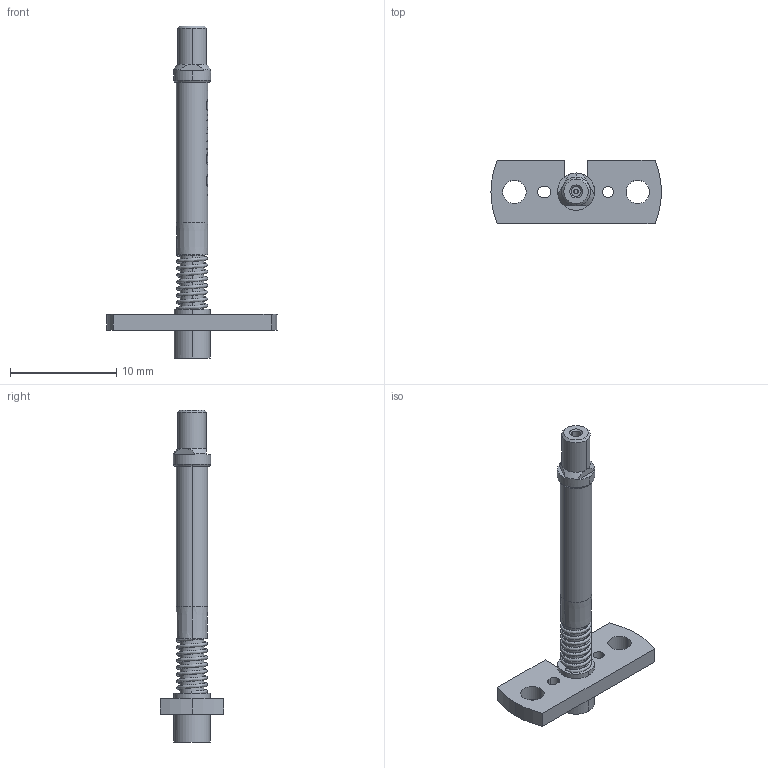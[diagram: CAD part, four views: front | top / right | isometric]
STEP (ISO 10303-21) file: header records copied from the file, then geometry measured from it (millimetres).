
FILE_DESCRIPTION (( 'STEP AP214' ), '1' );
FILE_NAME ('MOD-HF77-0001BG01-1~-a.STEP', '2019-07-19T07:17:19', ( 'first' ), ( 'Hewlett-Packard Company' ), 'SwSTEP 2.0', 'SolidWorks 2015', '' );
FILE_SCHEMA (( 'AUTOMOTIVE_DESIGN' ));
Length unit declared in the file: millimetre
Products named in the file (1): MOD-HF77-0001BG01-1~-a
Bounding box: 15.98 x 6 x 31.2 mm (x, y, z)
Volume: 307.1 mm3; surface area: 638.6 mm2
Topology: 1 solids, 1 shells, 247 faces, 692 edges, 454 vertices
Faces by surface type: plane 92, cylinder 77, bspline 55, cone 23
Entity records: 18032 total; most frequent: CARTESIAN_POINT 9160, ORIENTED_EDGE 1384, DIRECTION 1149, EDGE_CURVE 692, VERTEX_POINT 454, AXIS2_PLACEMENT_3D 419, VECTOR 311, LINE 311
